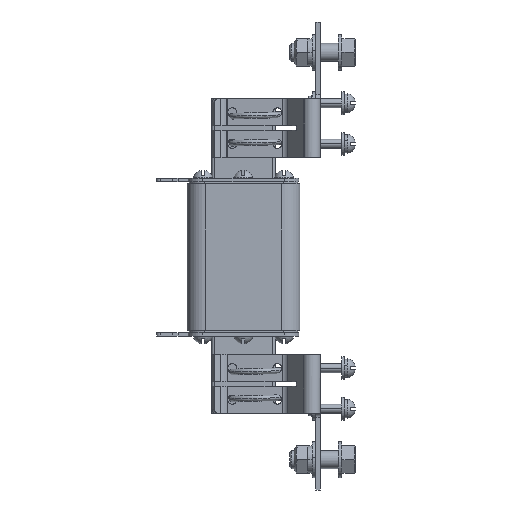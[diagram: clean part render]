
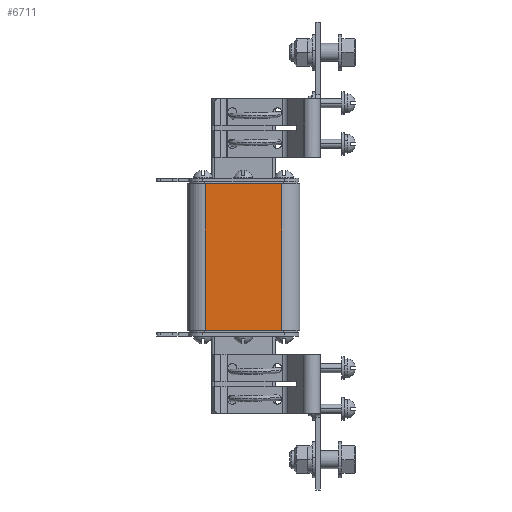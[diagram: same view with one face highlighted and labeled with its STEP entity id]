
A CAD part, left-side view. The second image highlights one B-rep face of the part: STEP entity #6711.
In plain terms, the highlighted planar face has unit normal (-1, 0, 0).
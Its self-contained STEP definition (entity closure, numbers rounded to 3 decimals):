
#6587 = ORIENTED_EDGE ( 'NONE', *, *, #6792, .F. ) ;
#6589 = ORIENTED_EDGE ( 'NONE', *, *, #6724, .T. ) ;
#6688 = ORIENTED_EDGE ( 'NONE', *, *, #6715, .T. ) ;
#6692 = VERTEX_POINT ( 'NONE', #21871 ) ;
#6699 = VERTEX_POINT ( 'NONE', #21930 ) ;
#6703 = EDGE_LOOP ( 'NONE', ( #6589, #6716, #6587, #6688 ) ) ;
#6711 = ADVANCED_FACE ( 'NONE', ( #21918 ), #21917, .T. ) ;
#6715 = EDGE_CURVE ( 'NONE', #6699, #6692, #21908, .T. ) ;
#6716 = ORIENTED_EDGE ( 'NONE', *, *, #6717, .T. ) ;
#6717 = EDGE_CURVE ( 'NONE', #6726, #6730, #21904, .T. ) ;
#6724 = EDGE_CURVE ( 'NONE', #6692, #6726, #21963, .T. ) ;
#6726 = VERTEX_POINT ( 'NONE', #21959 ) ;
#6730 = VERTEX_POINT ( 'NONE', #21957 ) ;
#6792 = EDGE_CURVE ( 'NONE', #6699, #6730, #22035, .T. ) ;
#21871 = CARTESIAN_POINT ( 'NONE',  ( -116.504, 53.261, -32.5 ) ) ;
#21903 = CARTESIAN_POINT ( 'NONE',  ( -116.504, 19.261, -32.5 ) ) ;
#21904 = LINE ( 'NONE', #21903, #21965 ) ;
#21905 = DIRECTION ( 'NONE',  ( 0., 0., -1. ) ) ;
#21906 = VECTOR ( 'NONE', #21905, 1000. ) ;
#21907 = CARTESIAN_POINT ( 'NONE',  ( -116.504, 53.261, -32.5 ) ) ;
#21908 = LINE ( 'NONE', #21907, #21906 ) ;
#21913 = DIRECTION ( 'NONE',  ( 0., 0., 1. ) ) ;
#21914 = DIRECTION ( 'NONE',  ( -1., 0., 0. ) ) ;
#21915 = CARTESIAN_POINT ( 'NONE',  ( -116.504, 11.261, -32.5 ) ) ;
#21916 = AXIS2_PLACEMENT_3D ( 'NONE', #21915, #21914, #21913 ) ;
#21917 = PLANE ( 'NONE',  #21916 ) ;
#21918 = FACE_OUTER_BOUND ( 'NONE', #6703, .T. ) ;
#21930 = CARTESIAN_POINT ( 'NONE',  ( -116.504, 53.261, 32.5 ) ) ;
#21957 = CARTESIAN_POINT ( 'NONE',  ( -116.504, 19.261, 32.5 ) ) ;
#21959 = CARTESIAN_POINT ( 'NONE',  ( -116.504, 19.261, -32.5 ) ) ;
#21960 = DIRECTION ( 'NONE',  ( 0., -1., 0. ) ) ;
#21961 = VECTOR ( 'NONE', #21960, 1000. ) ;
#21962 = CARTESIAN_POINT ( 'NONE',  ( -116.504, 11.261, -32.5 ) ) ;
#21963 = LINE ( 'NONE', #21962, #21961 ) ;
#21964 = DIRECTION ( 'NONE',  ( 0., 0., 1. ) ) ;
#21965 = VECTOR ( 'NONE', #21964, 1000. ) ;
#22032 = DIRECTION ( 'NONE',  ( 0., -1., 0. ) ) ;
#22033 = VECTOR ( 'NONE', #22032, 1000. ) ;
#22034 = CARTESIAN_POINT ( 'NONE',  ( -116.504, 11.261, 32.5 ) ) ;
#22035 = LINE ( 'NONE', #22034, #22033 ) ;
